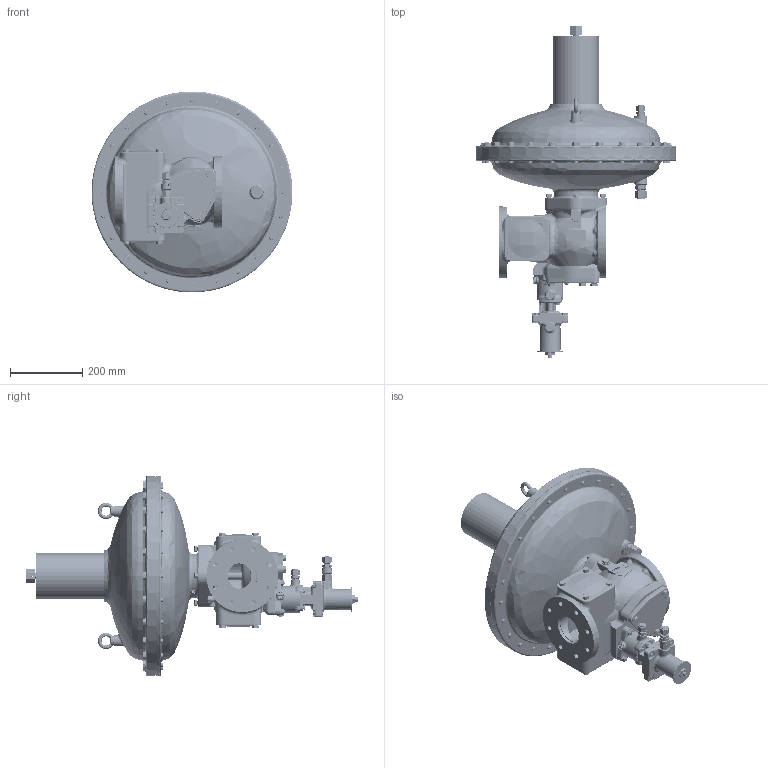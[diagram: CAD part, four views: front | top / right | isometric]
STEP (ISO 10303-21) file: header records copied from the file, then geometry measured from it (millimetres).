
FILE_DESCRIPTION (( 'STEP AP214' ), '1' );
FILE_NAME ('V_MB_HON370__80_RE3_K1a_A_.STEP', '2017-03-06T12:15:36', ( '' ), ( '' ), 'SwSTEP 2.0', 'SolidWorks 2015', '' );
FILE_SCHEMA (( 'AUTOMOTIVE_DESIGN' ));
Length unit declared in the file: millimetre
Products named in the file (1): V_MB_HON370__80_RE3_K1a_A_
Bounding box: 558 x 921.61 x 558 mm (x, y, z)
Volume: 16842219.1 mm3; surface area: 2742539.9 mm2
Topology: 166 solids, 166 shells, 5689 faces, 13448 edges, 8198 vertices
Faces by surface type: plane 1805, cylinder 1632, cone 1211, bspline 1041
Entity records: 232913 total; most frequent: CARTESIAN_POINT 106110, ORIENTED_EDGE 26570, DIRECTION 25271, EDGE_CURVE 13285, AXIS2_PLACEMENT_3D 10186, VERTEX_POINT 8196, EDGE_LOOP 6365, ADVANCED_FACE 5689
